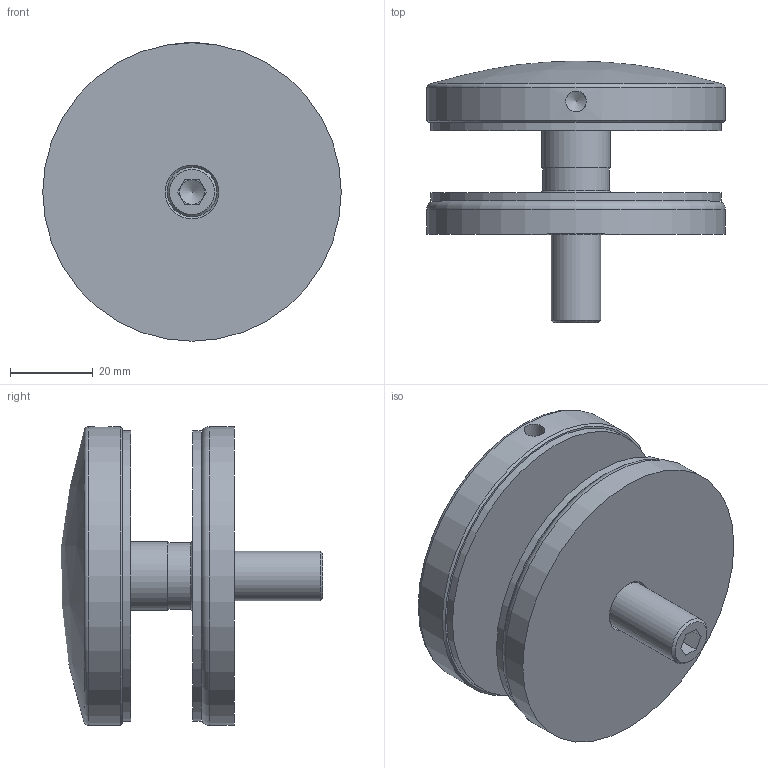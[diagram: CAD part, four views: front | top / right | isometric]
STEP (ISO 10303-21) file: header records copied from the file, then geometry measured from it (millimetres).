
FILE_DESCRIPTION (( 'STEP AP203' ), '1' );
FILE_NAME ('60197-240-9005.step', '2025-08-19T13:40:35', ( '' ), ( '' ), 'SwSTEP 2.0', 'SolidWorks 2018', '' );
FILE_SCHEMA (( 'CONFIG_CONTROL_DESIGN' ));
Length unit declared in the file: millimetre
Products named in the file (7): 60197-XXX Teil3_60197-XXX Teil3; 60197-240-9005; 60197-XXX Teil4_60197-XXX Teil4; 60197-XXX Teil2_60197-240-9005 Teil2; 60197-XXX Teil1_60197-240-9005 Teil1; 60197-XXX Teil5_60197-XXX Teil5; DIN913_DIN 913 M12x60
Assembly tree (6 placements, depth 2):
  60197-240-9005
    60197-XXX Teil1_60197-240-9005 Teil1
    60197-XXX Teil3_60197-XXX Teil3
    60197-XXX Teil4_60197-XXX Teil4
    60197-XXX Teil5_60197-XXX Teil5
    DIN913_DIN 913 M12x60
    60197-XXX Teil2_60197-240-9005 Teil2
Bounding box: 72 x 63.15 x 72 mm (x, y, z)
Volume: 101872 mm3; surface area: 40500.2 mm2
Topology: 6 solids, 6 shells, 317 faces, 797 edges, 526 vertices
Faces by surface type: plane 165, bspline 125, cylinder 13, cone 11, torus 2, sphere 1
Full cylindrical faces by diameter (mm): 5 x1, 10.2 x1, 12 x3, 12.5 x2, 16 x1, 16.5 x1, 70 x2, 72 x2
Entity records: 17442 total; most frequent: CARTESIAN_POINT 10053, ORIENTED_EDGE 1530, DIRECTION 957, EDGE_CURVE 765, VERTEX_POINT 520, LINE 473, VECTOR 473, EDGE_LOOP 385
